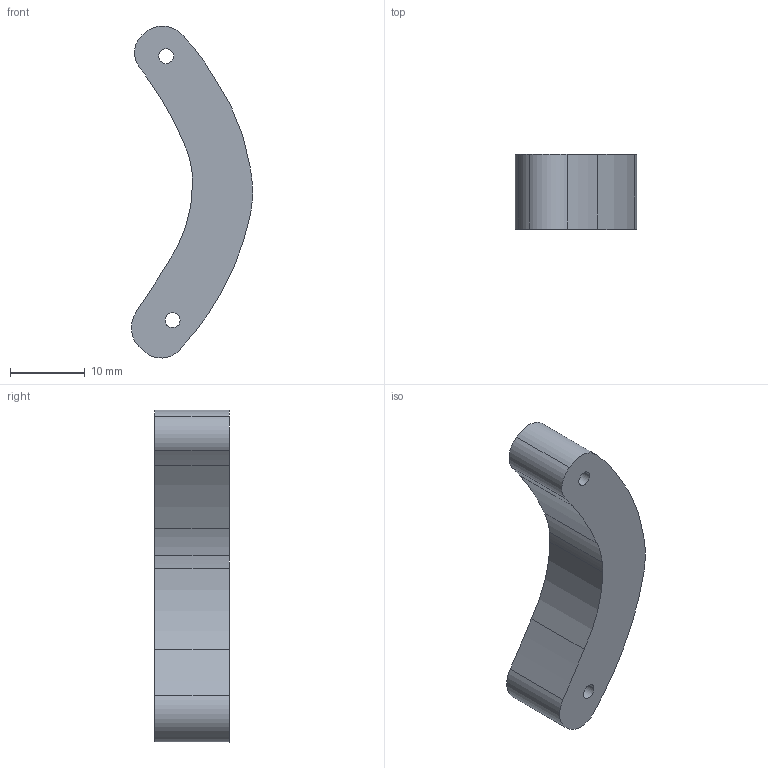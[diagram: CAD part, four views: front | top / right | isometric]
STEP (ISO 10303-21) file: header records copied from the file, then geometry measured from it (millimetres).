
FILE_DESCRIPTION (( 'STEP AP203' ), '1' );
FILE_NAME ('PAD matrice - arête non fine.STEP', '2021-02-16T10:15:50', ( '' ), ( '' ), 'SwSTEP 2.0', 'SolidWorks 2020', '' );
FILE_SCHEMA (( 'CONFIG_CONTROL_DESIGN' ));
Length unit declared in the file: millimetre
Products named in the file (1): PAD matrice - arête non fine
Bounding box: 16.22 x 10 x 44.46 mm (x, y, z)
Volume: 2876.1 mm3; surface area: 2168.7 mm2
Topology: 1 solids, 1 shells, 44 faces, 123 edges, 82 vertices
Faces by surface type: cylinder 41, plane 3
Entity records: 1554 total; most frequent: DIRECTION 295, CARTESIAN_POINT 250, ORIENTED_EDGE 246, AXIS2_PLACEMENT_3D 127, EDGE_CURVE 123, CIRCLE 82, VERTEX_POINT 82, EDGE_LOOP 49
